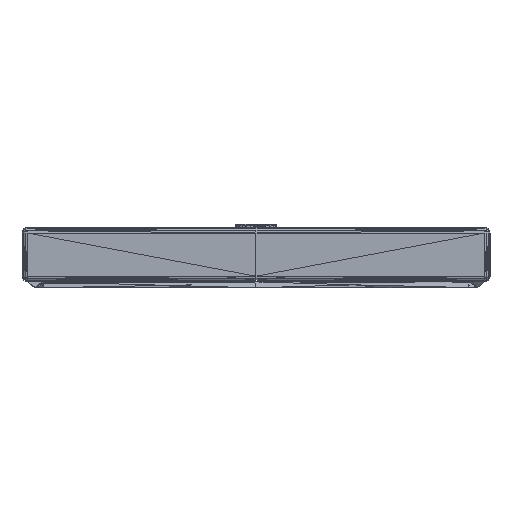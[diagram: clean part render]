
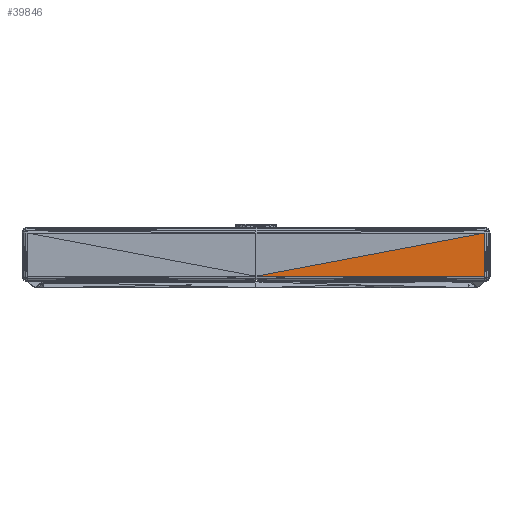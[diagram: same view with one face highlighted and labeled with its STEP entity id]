
A CAD part, front view. The second image highlights one B-rep face of the part: STEP entity #39846.
In plain terms, the highlighted face is planar.
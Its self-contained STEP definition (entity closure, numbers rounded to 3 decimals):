
#39320 = VERTEX_POINT('',#39321);
#39321 = CARTESIAN_POINT('',(2.965,-0.444,
    -0.24));
#39828 = VERTEX_POINT('',#39829);
#39829 = CARTESIAN_POINT('',(6.876,-0.444,
    0.498));
#39836 = EDGE_CURVE('',#39320,#39828,#39837,.T.);
#39837 = LINE('',#39838,#39839);
#39838 = CARTESIAN_POINT('',(2.965,-0.444,
    -0.24));
#39839 = VECTOR('',#39840,1.);
#39840 = DIRECTION('',(0.983,0.,0.185));
#39846 = ADVANCED_FACE('',(#39847),#39864,.F.);
#39847 = FACE_BOUND('',#39848,.F.);
#39848 = EDGE_LOOP('',(#39849,#39857,#39863));
#39849 = ORIENTED_EDGE('',*,*,#39850,.T.);
#39850 = EDGE_CURVE('',#39320,#39851,#39853,.T.);
#39851 = VERTEX_POINT('',#39852);
#39852 = CARTESIAN_POINT('',(6.876,-0.444,
    -0.24));
#39853 = LINE('',#39854,#39855);
#39854 = CARTESIAN_POINT('',(2.965,-0.444,
    -0.24));
#39855 = VECTOR('',#39856,1.);
#39856 = DIRECTION('',(1.,0.,0.));
#39857 = ORIENTED_EDGE('',*,*,#39858,.T.);
#39858 = EDGE_CURVE('',#39851,#39828,#39859,.T.);
#39859 = LINE('',#39860,#39861);
#39860 = CARTESIAN_POINT('',(6.876,-0.444,
    -0.24));
#39861 = VECTOR('',#39862,1.);
#39862 = DIRECTION('',(0.,0.,1.));
#39863 = ORIENTED_EDGE('',*,*,#39836,.F.);
#39864 = PLANE('',#39865);
#39865 = AXIS2_PLACEMENT_3D('',#39866,#39867,#39868);
#39866 = CARTESIAN_POINT('',(5.088,-0.444,
    -0.038));
#39867 = DIRECTION('',(0.,-1.,0.));
#39868 = DIRECTION('',(0.,0.,-1.));
